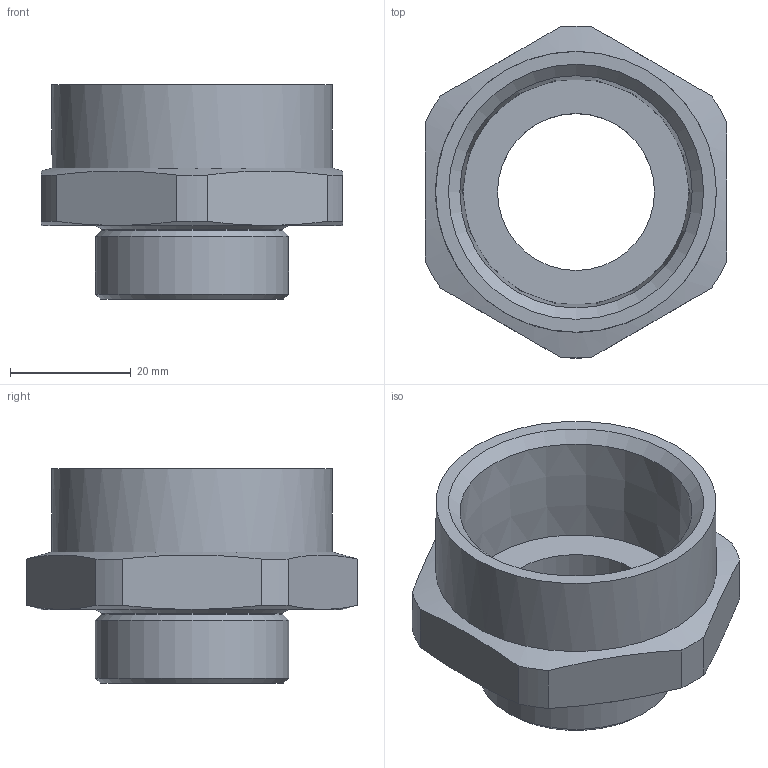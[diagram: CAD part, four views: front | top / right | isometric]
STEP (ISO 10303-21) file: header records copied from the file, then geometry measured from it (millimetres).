
FILE_DESCRIPTION (( 'STEP AP203' ), '1' );
FILE_NAME ('737DRM4T4.STEP', '2018-04-17T08:42:53', ( '' ), ( '' ), 'SwSTEP 2.0', 'SolidWorks 2017', '' );
FILE_SCHEMA (( 'CONFIG_CONTROL_DESIGN' ));
Length unit declared in the file: millimetre
Products named in the file (1): 737DRM4T4
Bounding box: 50 x 54.97 x 35.5 mm (x, y, z)
Volume: 22049.2 mm3; surface area: 11682 mm2
Topology: 1 solids, 1 shells, 37 faces, 82 edges, 51 vertices
Faces by surface type: cone 14, plane 12, cylinder 11
Full cylindrical faces by diameter (mm): 26 x1, 29.95 x1, 32 x1, 35.4 x1, 46.5 x1
Entity records: 1087 total; most frequent: CARTESIAN_POINT 262, DIRECTION 160, ORIENTED_EDGE 132, AXIS2_PLACEMENT_3D 74, EDGE_CURVE 66, EDGE_LOOP 56, VERTEX_POINT 48, FACE_OUTER_BOUND 42
